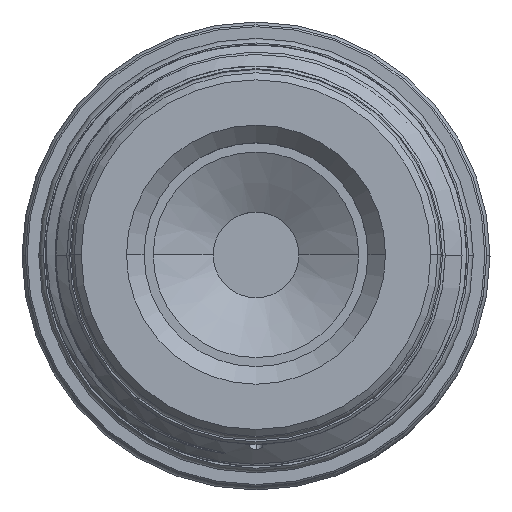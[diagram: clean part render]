
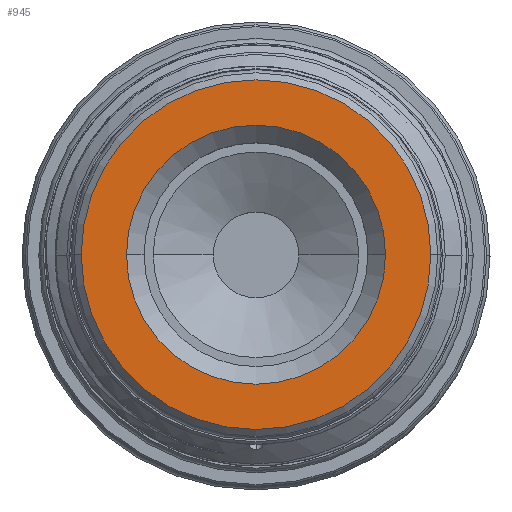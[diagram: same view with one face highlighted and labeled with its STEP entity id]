
A CAD part, top view. The second image highlights one B-rep face of the part: STEP entity #945.
In plain terms, the highlighted planar face has unit normal (0, 0, 1).
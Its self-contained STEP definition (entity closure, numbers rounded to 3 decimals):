
#945 = ADVANCED_FACE ( 'NONE', ( #14316, #17713 ), #20935, .F. ) ;
#1022 = ORIENTED_EDGE ( 'NONE', *, *, #9173, .T. ) ;
#1062 = DIRECTION ( 'NONE',  ( 0., 0., -1. ) ) ;
#1167 = DIRECTION ( 'NONE',  ( -1., 0., 0. ) ) ;
#1938 = DIRECTION ( 'NONE',  ( -1., 0., 0. ) ) ;
#2205 = AXIS2_PLACEMENT_3D ( 'NONE', #10939, #3208, #14817 ) ;
#2971 = DIRECTION ( 'NONE',  ( -1., 0., 0. ) ) ;
#3053 = VERTEX_POINT ( 'NONE', #17250 ) ;
#3076 = CARTESIAN_POINT ( 'NONE',  ( 14.7, 0., 89.508 ) ) ;
#3208 = DIRECTION ( 'NONE',  ( 0., 0., -1. ) ) ;
#3425 = VERTEX_POINT ( 'NONE', #3076 ) ;
#4418 = CARTESIAN_POINT ( 'NONE',  ( 0., 0., 89.508 ) ) ;
#4566 = CARTESIAN_POINT ( 'NONE',  ( 0., 0., 89.508 ) ) ;
#4641 = AXIS2_PLACEMENT_3D ( 'NONE', #10954, #18124, #1167 ) ;
#5014 = CARTESIAN_POINT ( 'NONE',  ( -14.7, 0., 89.508 ) ) ;
#5050 = EDGE_CURVE ( 'NONE', #3053, #9809, #5362, .T. ) ;
#5351 = DIRECTION ( 'NONE',  ( 0., 0., -1. ) ) ;
#5362 = CIRCLE ( 'NONE', #4641, 19.84 ) ;
#5701 = EDGE_LOOP ( 'NONE', ( #6937, #1022 ) ) ;
#6925 = AXIS2_PLACEMENT_3D ( 'NONE', #4418, #1062, #16134 ) ;
#6937 = ORIENTED_EDGE ( 'NONE', *, *, #19032, .T. ) ;
#8602 = CARTESIAN_POINT ( 'NONE',  ( 0., 0., 89.508 ) ) ;
#9173 = EDGE_CURVE ( 'NONE', #18892, #3425, #9446, .T. ) ;
#9446 = CIRCLE ( 'NONE', #13028, 14.7 ) ;
#9567 = CIRCLE ( 'NONE', #6925, 19.84 ) ;
#9809 = VERTEX_POINT ( 'NONE', #19453 ) ;
#10939 = CARTESIAN_POINT ( 'NONE',  ( 0., 0., 89.508 ) ) ;
#10954 = CARTESIAN_POINT ( 'NONE',  ( 0., 0., 89.508 ) ) ;
#12704 = EDGE_CURVE ( 'NONE', #9809, #3053, #9567, .T. ) ;
#13028 = AXIS2_PLACEMENT_3D ( 'NONE', #4566, #14377, #2971 ) ;
#13985 = AXIS2_PLACEMENT_3D ( 'NONE', #8602, #5351, #1938 ) ;
#14316 = FACE_BOUND ( 'NONE', #5701, .T. ) ;
#14377 = DIRECTION ( 'NONE',  ( 0., 0., -1. ) ) ;
#14817 = DIRECTION ( 'NONE',  ( -1., 0., 0. ) ) ;
#15788 = ORIENTED_EDGE ( 'NONE', *, *, #12704, .F. ) ;
#15862 = ORIENTED_EDGE ( 'NONE', *, *, #5050, .F. ) ;
#16134 = DIRECTION ( 'NONE',  ( -1., 0., 0. ) ) ;
#17250 = CARTESIAN_POINT ( 'NONE',  ( 19.84, 0., 89.508 ) ) ;
#17713 = FACE_OUTER_BOUND ( 'NONE', #18571, .T. ) ;
#18124 = DIRECTION ( 'NONE',  ( 0., 0., -1. ) ) ;
#18571 = EDGE_LOOP ( 'NONE', ( #15788, #15862 ) ) ;
#18892 = VERTEX_POINT ( 'NONE', #5014 ) ;
#19032 = EDGE_CURVE ( 'NONE', #3425, #18892, #19898, .T. ) ;
#19453 = CARTESIAN_POINT ( 'NONE',  ( -19.84, 0., 89.508 ) ) ;
#19898 = CIRCLE ( 'NONE', #13985, 14.7 ) ;
#20935 = PLANE ( 'NONE',  #2205 ) ;
